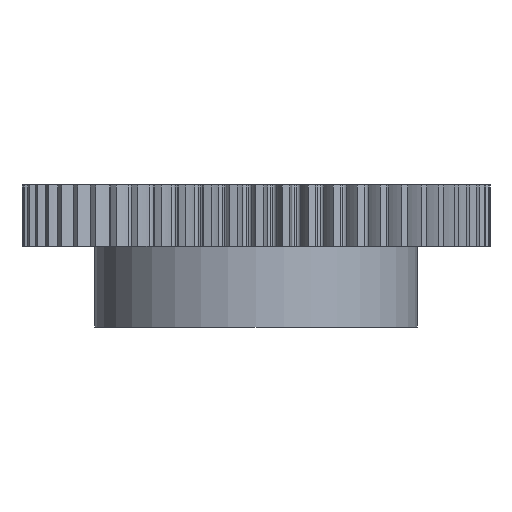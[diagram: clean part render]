
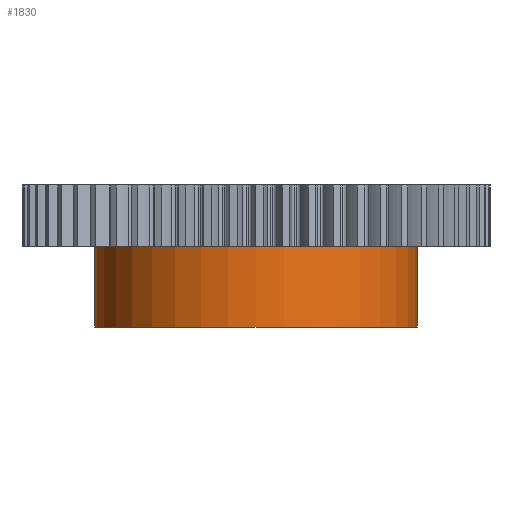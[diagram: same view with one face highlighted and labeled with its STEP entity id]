
A CAD part, front view. The second image highlights one B-rep face of the part: STEP entity #1830.
In plain terms, the highlighted cylindrical face has radius 25.4 mm (diameter 50.8 mm), a partial arc.
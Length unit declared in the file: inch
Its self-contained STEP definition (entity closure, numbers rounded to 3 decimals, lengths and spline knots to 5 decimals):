
#435 = EDGE_CURVE ( 'NONE', #542, #545, #5092, .T. ) ;
#442 = EDGE_CURVE ( 'NONE', #544, #547, #5101, .T. ) ;
#542 = VERTEX_POINT ( 'NONE', #5696 ) ;
#544 = VERTEX_POINT ( 'NONE', #5697 ) ;
#545 = VERTEX_POINT ( 'NONE', #5698 ) ;
#547 = VERTEX_POINT ( 'NONE', #5700 ) ;
#729 = EDGE_CURVE ( 'NONE', #544, #542, #5509, .T. ) ;
#863 = EDGE_CURVE ( 'NONE', #547, #545, #6547, .T. ) ;
#1432 = EDGE_LOOP ( 'NONE', ( #2177, #2178, #2179, #2180 ) ) ;
#1830 = ADVANCED_FACE ( 'NONE', ( #8584 ), #8587, .T. ) ;
#2177 = ORIENTED_EDGE ( 'NONE', *, *, #435, .F. ) ;
#2178 = ORIENTED_EDGE ( 'NONE', *, *, #729, .F. ) ;
#2179 = ORIENTED_EDGE ( 'NONE', *, *, #442, .T. ) ;
#2180 = ORIENTED_EDGE ( 'NONE', *, *, #863, .T. ) ;
#4582 = CARTESIAN_POINT ( 'NONE',  ( -1., 0., -0.5 ) ) ;
#4588 = DIRECTION ( 'NONE',  ( 0., 0., 1. ) ) ;
#4595 = CARTESIAN_POINT ( 'NONE',  ( 1., 0., -0.5 ) ) ;
#4604 = DIRECTION ( 'NONE',  ( 0., 0., 1. ) ) ;
#4807 = AXIS2_PLACEMENT_3D ( 'NONE', #6010, #6011, #6012 ) ;
#4957 = AXIS2_PLACEMENT_3D ( 'NONE', #6402, #6408, #6409 ) ;
#5083 = VECTOR ( 'NONE', #4588, 39.37008 ) ;
#5092 = LINE ( 'NONE', #4582, #5083 ) ;
#5101 = LINE ( 'NONE', #4595, #5103 ) ;
#5103 = VECTOR ( 'NONE', #4604, 39.37008 ) ;
#5509 = CIRCLE ( 'NONE', #4807, 1. ) ;
#5696 = CARTESIAN_POINT ( 'NONE',  ( -1., 0., -0.5 ) ) ;
#5697 = CARTESIAN_POINT ( 'NONE',  ( 1., 0., -0.5 ) ) ;
#5698 = CARTESIAN_POINT ( 'NONE',  ( -1., 0., 0. ) ) ;
#5700 = CARTESIAN_POINT ( 'NONE',  ( 1., 0., 0. ) ) ;
#6010 = CARTESIAN_POINT ( 'NONE',  ( 0., 0., -0.5 ) ) ;
#6011 = DIRECTION ( 'NONE',  ( 0., 0., -1. ) ) ;
#6012 = DIRECTION ( 'NONE',  ( -1., 0., 0. ) ) ;
#6402 = CARTESIAN_POINT ( 'NONE',  ( 0., 0., 0. ) ) ;
#6408 = DIRECTION ( 'NONE',  ( 0., 0., -1. ) ) ;
#6409 = DIRECTION ( 'NONE',  ( 1., 0., 0. ) ) ;
#6547 = CIRCLE ( 'NONE', #4957, 1. ) ;
#7606 = AXIS2_PLACEMENT_3D ( 'NONE', #8402, #8401, #8400 ) ;
#8400 = DIRECTION ( 'NONE',  ( 1., 0., 0. ) ) ;
#8401 = DIRECTION ( 'NONE',  ( 0., 0., 1. ) ) ;
#8402 = CARTESIAN_POINT ( 'NONE',  ( 0., 0., -0.5 ) ) ;
#8584 = FACE_OUTER_BOUND ( 'NONE', #1432, .T. ) ;
#8587 = CYLINDRICAL_SURFACE ( 'NONE', #7606, 1. ) ;
